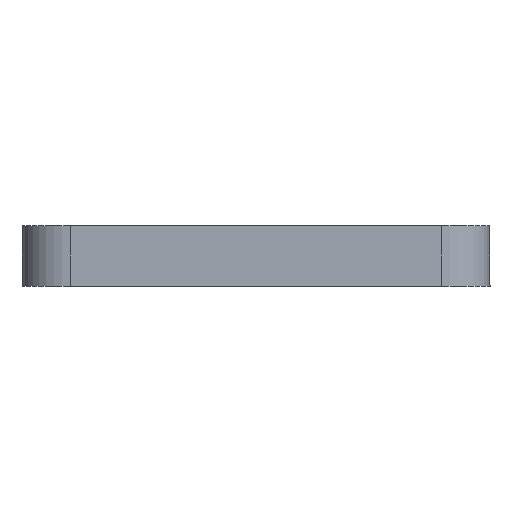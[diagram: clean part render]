
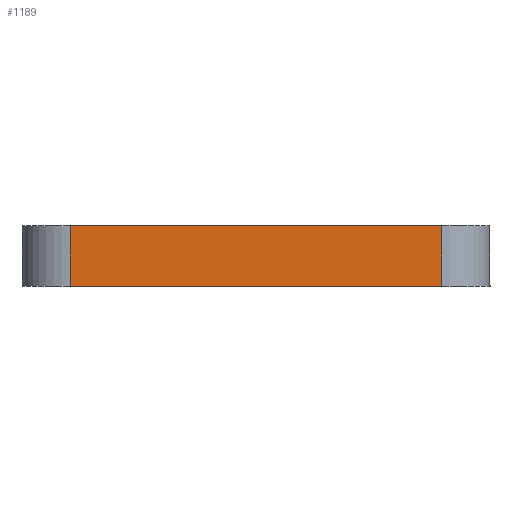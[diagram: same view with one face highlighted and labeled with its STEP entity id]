
A CAD part, left-side view. The second image highlights one B-rep face of the part: STEP entity #1189.
In plain terms, the highlighted planar face has unit normal (-1, 0, 0).
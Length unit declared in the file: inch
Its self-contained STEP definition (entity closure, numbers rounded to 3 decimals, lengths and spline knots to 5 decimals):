
#6 = PLANE ( 'NONE',  #215 ) ;
#22 = DIRECTION ( 'NONE',  ( 0., -1., 0. ) ) ;
#36 = VERTEX_POINT ( 'NONE', #103 ) ;
#103 = CARTESIAN_POINT ( 'NONE',  ( -13.5, 0.768, 2.5 ) ) ;
#105 = VECTOR ( 'NONE', #1215, 39.37008 ) ;
#173 = LINE ( 'NONE', #1239, #220 ) ;
#215 = AXIS2_PLACEMENT_3D ( 'NONE', #1229, #348, #1710 ) ;
#220 = VECTOR ( 'NONE', #22, 39.37008 ) ;
#236 = LINE ( 'NONE', #716, #1465 ) ;
#302 = CARTESIAN_POINT ( 'NONE',  ( -13.5, 0.768, 2.75 ) ) ;
#348 = DIRECTION ( 'NONE',  ( 1., 0., 0. ) ) ;
#501 = ORIENTED_EDGE ( 'NONE', *, *, #1823, .F. ) ;
#716 = CARTESIAN_POINT ( 'NONE',  ( -13.5, -0.768, 2.75 ) ) ;
#752 = VERTEX_POINT ( 'NONE', #949 ) ;
#804 = LINE ( 'NONE', #1526, #2140 ) ;
#949 = CARTESIAN_POINT ( 'NONE',  ( -13.5, -0.768, 2.5 ) ) ;
#1020 = EDGE_CURVE ( 'NONE', #1684, #36, #1525, .T. ) ;
#1022 = ORIENTED_EDGE ( 'NONE', *, *, #1020, .T. ) ;
#1031 = FACE_OUTER_BOUND ( 'NONE', #1855, .T. ) ;
#1106 = VERTEX_POINT ( 'NONE', #1334 ) ;
#1189 = ADVANCED_FACE ( 'NONE', ( #1031 ), #6, .F. ) ;
#1215 = DIRECTION ( 'NONE',  ( 0., 0., -1. ) ) ;
#1229 = CARTESIAN_POINT ( 'NONE',  ( -13.5, 0.968, 2.75 ) ) ;
#1239 = CARTESIAN_POINT ( 'NONE',  ( -13.5, 0.968, 2.75 ) ) ;
#1320 = DIRECTION ( 'NONE',  ( 0., 0., 1. ) ) ;
#1334 = CARTESIAN_POINT ( 'NONE',  ( -13.5, -0.768, 2.75 ) ) ;
#1465 = VECTOR ( 'NONE', #1320, 39.37008 ) ;
#1469 = ORIENTED_EDGE ( 'NONE', *, *, #1689, .T. ) ;
#1525 = LINE ( 'NONE', #2213, #105 ) ;
#1526 = CARTESIAN_POINT ( 'NONE',  ( -13.5, 0.968, 2.5 ) ) ;
#1639 = ORIENTED_EDGE ( 'NONE', *, *, #1963, .T. ) ;
#1684 = VERTEX_POINT ( 'NONE', #302 ) ;
#1689 = EDGE_CURVE ( 'NONE', #36, #752, #804, .T. ) ;
#1710 = DIRECTION ( 'NONE',  ( 0., 0., -1. ) ) ;
#1823 = EDGE_CURVE ( 'NONE', #1684, #1106, #173, .T. ) ;
#1855 = EDGE_LOOP ( 'NONE', ( #1469, #1639, #501, #1022 ) ) ;
#1963 = EDGE_CURVE ( 'NONE', #752, #1106, #236, .T. ) ;
#2140 = VECTOR ( 'NONE', #2215, 39.37008 ) ;
#2213 = CARTESIAN_POINT ( 'NONE',  ( -13.5, 0.768, 2.75 ) ) ;
#2215 = DIRECTION ( 'NONE',  ( 0., -1., 0. ) ) ;
